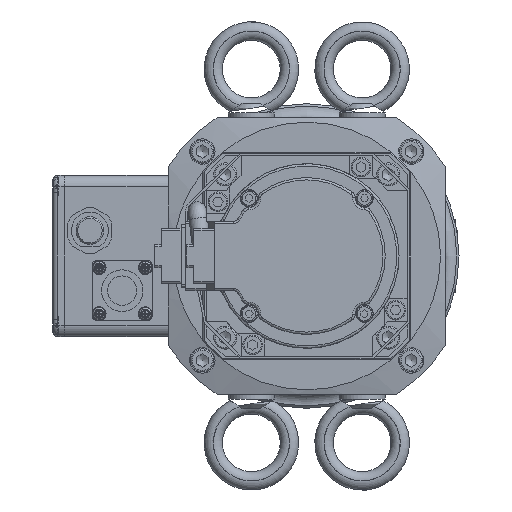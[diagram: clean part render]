
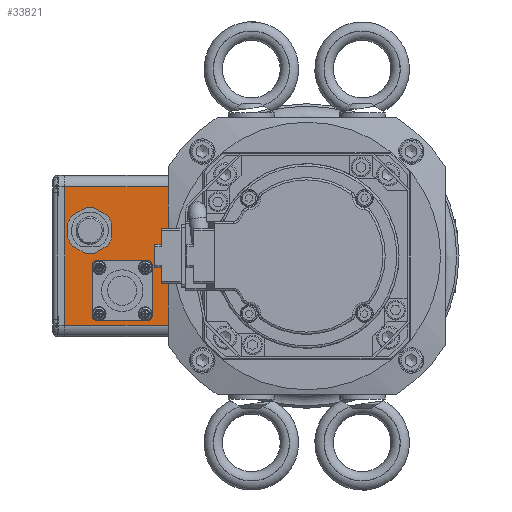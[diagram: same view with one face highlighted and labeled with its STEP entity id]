
A CAD part, left-side view. The second image highlights one B-rep face of the part: STEP entity #33821.
In plain terms, the highlighted planar face has unit normal (-1, 0, 0).
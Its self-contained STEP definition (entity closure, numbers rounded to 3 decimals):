
#336=FACE_BOUND('',#4324,.T.);
#337=FACE_BOUND('',#4325,.T.);
#879=PLANE('',#36127);
#2464=FACE_OUTER_BOUND('',#4323,.T.);
#4323=EDGE_LOOP('',(#23255,#23256,#23257,#23258));
#4324=EDGE_LOOP('',(#23259,#23260,#23261,#23262,#23263,#23264,#23265,#23266));
#4325=EDGE_LOOP('',(#23267,#23268,#23269,#23270,#23271,#23272,#23273,#23274,
#23275,#23276,#23277,#23278));
#6339=CIRCLE('',#36116,2.);
#6340=CIRCLE('',#36119,2.);
#6341=CIRCLE('',#36122,2.);
#6342=CIRCLE('',#36125,2.);
#6343=CIRCLE('',#36128,10.);
#6344=CIRCLE('',#36129,10.);
#6345=CIRCLE('',#36130,10.);
#6346=CIRCLE('',#36131,10.);
#6347=CIRCLE('',#36132,10.);
#6348=CIRCLE('',#36133,10.);
#7990=LINE('',#50122,#10670);
#8149=LINE('',#51862,#10829);
#8152=LINE('',#51870,#10832);
#8155=LINE('',#51878,#10835);
#8158=LINE('',#51885,#10838);
#8159=LINE('',#51889,#10839);
#8160=LINE('',#51890,#10840);
#8161=LINE('',#51891,#10841);
#8162=LINE('',#51896,#10842);
#8163=LINE('',#51900,#10843);
#8164=LINE('',#51904,#10844);
#8165=LINE('',#51908,#10845);
#8166=LINE('',#51912,#10846);
#8167=LINE('',#51915,#10847);
#10670=VECTOR('',#39998,10.);
#10829=VECTOR('',#41035,10.);
#10832=VECTOR('',#41044,10.);
#10835=VECTOR('',#41053,10.);
#10838=VECTOR('',#41062,10.);
#10839=VECTOR('',#41065,10.);
#10840=VECTOR('',#41066,10.);
#10841=VECTOR('',#41067,10.);
#10842=VECTOR('',#41070,10.);
#10843=VECTOR('',#41073,10.);
#10844=VECTOR('',#41076,10.);
#10845=VECTOR('',#41079,10.);
#10846=VECTOR('',#41082,10.);
#10847=VECTOR('',#41085,10.);
#13409=VERTEX_POINT('',#50116);
#13410=VERTEX_POINT('',#50120);
#13750=VERTEX_POINT('',#51855);
#13751=VERTEX_POINT('',#51856);
#13752=VERTEX_POINT('',#51861);
#13753=VERTEX_POINT('',#51865);
#13754=VERTEX_POINT('',#51869);
#13755=VERTEX_POINT('',#51873);
#13756=VERTEX_POINT('',#51877);
#13757=VERTEX_POINT('',#51881);
#13758=VERTEX_POINT('',#51887);
#13759=VERTEX_POINT('',#51888);
#13760=VERTEX_POINT('',#51892);
#13761=VERTEX_POINT('',#51893);
#13762=VERTEX_POINT('',#51895);
#13763=VERTEX_POINT('',#51897);
#13764=VERTEX_POINT('',#51899);
#13765=VERTEX_POINT('',#51901);
#13766=VERTEX_POINT('',#51903);
#13767=VERTEX_POINT('',#51905);
#13768=VERTEX_POINT('',#51907);
#13769=VERTEX_POINT('',#51909);
#13770=VERTEX_POINT('',#51911);
#13771=VERTEX_POINT('',#51913);
#16821=EDGE_CURVE('',#13410,#13409,#7990,.T.);
#17330=EDGE_CURVE('',#13750,#13751,#6339,.T.);
#17333=EDGE_CURVE('',#13751,#13752,#8149,.T.);
#17335=EDGE_CURVE('',#13752,#13753,#6340,.T.);
#17337=EDGE_CURVE('',#13753,#13754,#8152,.T.);
#17339=EDGE_CURVE('',#13754,#13755,#6341,.T.);
#17341=EDGE_CURVE('',#13755,#13756,#8155,.T.);
#17343=EDGE_CURVE('',#13756,#13757,#6342,.T.);
#17345=EDGE_CURVE('',#13757,#13750,#8158,.T.);
#17346=EDGE_CURVE('',#13758,#13759,#8159,.T.);
#17347=EDGE_CURVE('',#13758,#13409,#8160,.T.);
#17348=EDGE_CURVE('',#13759,#13410,#8161,.T.);
#17349=EDGE_CURVE('',#13760,#13761,#6343,.T.);
#17350=EDGE_CURVE('',#13761,#13762,#8162,.T.);
#17351=EDGE_CURVE('',#13762,#13763,#6344,.T.);
#17352=EDGE_CURVE('',#13763,#13764,#8163,.T.);
#17353=EDGE_CURVE('',#13764,#13765,#6345,.T.);
#17354=EDGE_CURVE('',#13765,#13766,#8164,.T.);
#17355=EDGE_CURVE('',#13766,#13767,#6346,.T.);
#17356=EDGE_CURVE('',#13767,#13768,#8165,.T.);
#17357=EDGE_CURVE('',#13768,#13769,#6347,.T.);
#17358=EDGE_CURVE('',#13769,#13770,#8166,.T.);
#17359=EDGE_CURVE('',#13770,#13771,#6348,.T.);
#17360=EDGE_CURVE('',#13771,#13760,#8167,.T.);
#23255=ORIENTED_EDGE('',*,*,#17346,.F.);
#23256=ORIENTED_EDGE('',*,*,#17347,.T.);
#23257=ORIENTED_EDGE('',*,*,#16821,.F.);
#23258=ORIENTED_EDGE('',*,*,#17348,.F.);
#23259=ORIENTED_EDGE('',*,*,#17330,.T.);
#23260=ORIENTED_EDGE('',*,*,#17333,.T.);
#23261=ORIENTED_EDGE('',*,*,#17335,.T.);
#23262=ORIENTED_EDGE('',*,*,#17337,.T.);
#23263=ORIENTED_EDGE('',*,*,#17339,.T.);
#23264=ORIENTED_EDGE('',*,*,#17341,.T.);
#23265=ORIENTED_EDGE('',*,*,#17343,.T.);
#23266=ORIENTED_EDGE('',*,*,#17345,.T.);
#23267=ORIENTED_EDGE('',*,*,#17349,.T.);
#23268=ORIENTED_EDGE('',*,*,#17350,.T.);
#23269=ORIENTED_EDGE('',*,*,#17351,.T.);
#23270=ORIENTED_EDGE('',*,*,#17352,.T.);
#23271=ORIENTED_EDGE('',*,*,#17353,.T.);
#23272=ORIENTED_EDGE('',*,*,#17354,.T.);
#23273=ORIENTED_EDGE('',*,*,#17355,.T.);
#23274=ORIENTED_EDGE('',*,*,#17356,.T.);
#23275=ORIENTED_EDGE('',*,*,#17357,.T.);
#23276=ORIENTED_EDGE('',*,*,#17358,.T.);
#23277=ORIENTED_EDGE('',*,*,#17359,.T.);
#23278=ORIENTED_EDGE('',*,*,#17360,.T.);
#33821=ADVANCED_FACE('',(#2464,#336,#337),#879,.T.);
#36116=AXIS2_PLACEMENT_3D('',#51857,#41029,#41030);
#36119=AXIS2_PLACEMENT_3D('',#51866,#41039,#41040);
#36122=AXIS2_PLACEMENT_3D('',#51874,#41048,#41049);
#36125=AXIS2_PLACEMENT_3D('',#51882,#41057,#41058);
#36127=AXIS2_PLACEMENT_3D('',#51886,#41063,#41064);
#36128=AXIS2_PLACEMENT_3D('',#51894,#41068,#41069);
#36129=AXIS2_PLACEMENT_3D('',#51898,#41071,#41072);
#36130=AXIS2_PLACEMENT_3D('',#51902,#41074,#41075);
#36131=AXIS2_PLACEMENT_3D('',#51906,#41077,#41078);
#36132=AXIS2_PLACEMENT_3D('',#51910,#41080,#41081);
#36133=AXIS2_PLACEMENT_3D('',#51914,#41083,#41084);
#39998=DIRECTION('',(0.,0.,1.));
#41029=DIRECTION('center_axis',(1.,0.,0.));
#41030=DIRECTION('ref_axis',(0.,0.,
1.));
#41035=DIRECTION('',(0.,-1.,0.));
#41039=DIRECTION('center_axis',(1.,0.,0.));
#41040=DIRECTION('ref_axis',(0.,-1.,0.));
#41044=DIRECTION('',(0.,0.,-1.));
#41048=DIRECTION('center_axis',(1.,0.,0.));
#41049=DIRECTION('ref_axis',(0.,0.,
-1.));
#41053=DIRECTION('',(0.,1.,0.));
#41057=DIRECTION('center_axis',(1.,0.,0.));
#41058=DIRECTION('ref_axis',(0.,1.,0.));
#41062=DIRECTION('',(0.,0.,1.));
#41063=DIRECTION('center_axis',(-1.,0.,0.));
#41064=DIRECTION('ref_axis',(0.,0.,
1.));
#41065=DIRECTION('',(0.,0.,-1.));
#41066=DIRECTION('',(0.,1.,0.));
#41067=DIRECTION('',(0.,1.,0.));
#41068=DIRECTION('center_axis',(1.,0.,0.));
#41069=DIRECTION('ref_axis',(0.,-0.205,-0.979));
#41070=DIRECTION('',(0.,0.866,0.5));
#41071=DIRECTION('center_axis',(1.,0.,0.));
#41072=DIRECTION('ref_axis',(0.,0.745,-0.667));
#41073=DIRECTION('',(0.,0.,1.));
#41074=DIRECTION('center_axis',(1.,0.,0.));
#41075=DIRECTION('ref_axis',(0.,0.95,0.312));
#41076=DIRECTION('',(0.,-0.866,0.5));
#41077=DIRECTION('center_axis',(1.,0.,0.));
#41078=DIRECTION('ref_axis',(0.,0.205,0.979));
#41079=DIRECTION('',(0.,-0.866,-0.5));
#41080=DIRECTION('center_axis',(1.,0.,0.));
#41081=DIRECTION('ref_axis',(0.,-0.745,0.667));
#41082=DIRECTION('',(0.,0.,-1.));
#41083=DIRECTION('center_axis',(1.,0.,0.));
#41084=DIRECTION('ref_axis',(0.,-0.95,-0.312));
#41085=DIRECTION('',(0.,0.866,-0.5));
#50116=CARTESIAN_POINT('',(-114.,105.,30.));
#50120=CARTESIAN_POINT('',(-114.,105.,-30.));
#50122=CARTESIAN_POINT('',(-114.,105.,-30.));
#51855=CARTESIAN_POINT('',(-114.,93.,-4.));
#51856=CARTESIAN_POINT('',(-114.,91.,-2.));
#51857=CARTESIAN_POINT('Origin',(-114.,91.,-4.));
#51861=CARTESIAN_POINT('',(-114.,69.,-2.));
#51862=CARTESIAN_POINT('',(-114.,64.5,-2.));
#51865=CARTESIAN_POINT('',(-114.,67.,-4.));
#51866=CARTESIAN_POINT('Origin',(-114.,69.,-4.));
#51869=CARTESIAN_POINT('',(-114.,67.,-26.));
#51870=CARTESIAN_POINT('',(-114.,67.,-28.));
#51873=CARTESIAN_POINT('',(-114.,69.,-28.));
#51874=CARTESIAN_POINT('Origin',(-114.,69.,-26.));
#51877=CARTESIAN_POINT('',(-114.,91.,-28.));
#51878=CARTESIAN_POINT('',(-114.,75.5,-28.));
#51881=CARTESIAN_POINT('',(-114.,93.,-26.));
#51882=CARTESIAN_POINT('Origin',(-114.,91.,-26.));
#51885=CARTESIAN_POINT('',(-114.,93.,-17.));
#51886=CARTESIAN_POINT('Origin',(-114.,60.,-30.));
#51887=CARTESIAN_POINT('',(-114.,60.,30.));
#51888=CARTESIAN_POINT('',(-114.,60.,-30.));
#51889=CARTESIAN_POINT('',(-114.,60.,-45.));
#51890=CARTESIAN_POINT('',(-114.,60.,30.));
#51891=CARTESIAN_POINT('',(-114.,60.,-30.));
#51892=CARTESIAN_POINT('',(-114.,91.954,1.212));
#51893=CARTESIAN_POINT('',(-114.,96.046,1.212));
#51894=CARTESIAN_POINT('Origin',(-114.,94.,11.));
#51895=CARTESIAN_POINT('',(-114.,101.454,4.334));
#51896=CARTESIAN_POINT('',(-114.,75.771,-10.494));
#51897=CARTESIAN_POINT('',(-114.,103.5,7.878));
#51898=CARTESIAN_POINT('Origin',(-114.,94.,11.));
#51899=CARTESIAN_POINT('',(-114.,103.5,14.122));
#51900=CARTESIAN_POINT('',(-114.,103.5,-11.061));
#51901=CARTESIAN_POINT('',(-114.,101.454,17.666));
#51902=CARTESIAN_POINT('Origin',(-114.,94.,11.));
#51903=CARTESIAN_POINT('',(-114.,96.046,20.788));
#51904=CARTESIAN_POINT('',(-114.,96.229,20.683));
#51905=CARTESIAN_POINT('',(-114.,91.954,20.788));
#51906=CARTESIAN_POINT('Origin',(-114.,94.,11.));
#51907=CARTESIAN_POINT('',(-114.,86.546,17.666));
#51908=CARTESIAN_POINT('',(-114.,68.975,7.522));
#51909=CARTESIAN_POINT('',(-114.,84.5,14.122));
#51910=CARTESIAN_POINT('Origin',(-114.,94.,11.));
#51911=CARTESIAN_POINT('',(-114.,84.5,7.878));
#51912=CARTESIAN_POINT('',(-114.,84.5,-7.939));
#51913=CARTESIAN_POINT('',(-114.,86.546,4.334));
#51914=CARTESIAN_POINT('Origin',(-114.,94.,11.));
#51915=CARTESIAN_POINT('',(-114.,84.025,5.79));
